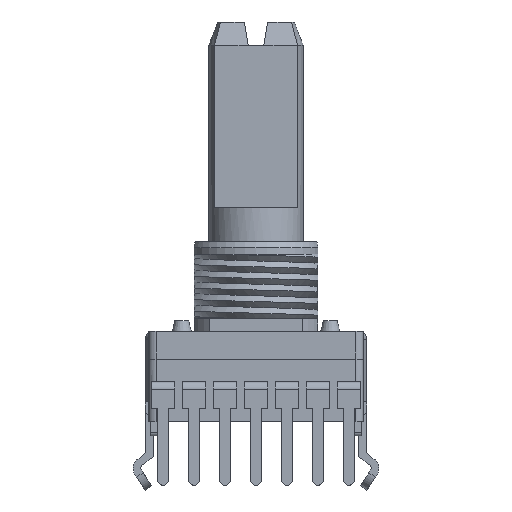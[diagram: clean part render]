
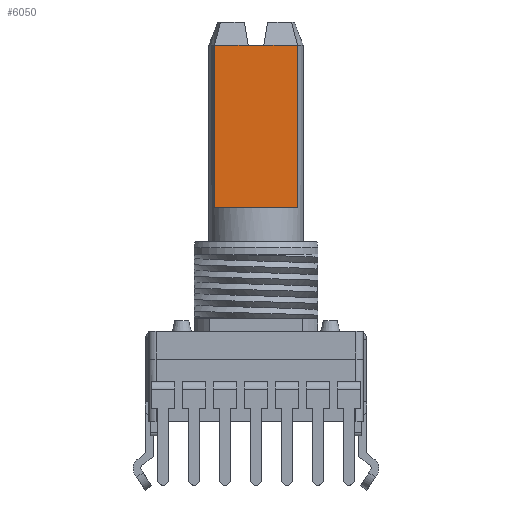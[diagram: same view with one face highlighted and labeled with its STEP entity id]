
A CAD part, front view. The second image highlights one B-rep face of the part: STEP entity #6050.
In plain terms, the highlighted planar face has unit normal (0, -1, 0).
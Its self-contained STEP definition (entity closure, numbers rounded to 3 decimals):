
#209 = VECTOR ( 'NONE', #28044, 1000. ) ;
#1755 = LINE ( 'NONE', #16032, #21854 ) ;
#2248 = CARTESIAN_POINT ( 'NONE',  ( -2.692, -1.445, 7.563 ) ) ;
#3235 = LINE ( 'NONE', #22072, #3629 ) ;
#3629 = VECTOR ( 'NONE', #14872, 1000. ) ;
#3844 = VECTOR ( 'NONE', #24237, 1000. ) ;
#4347 = LINE ( 'NONE', #29665, #27029 ) ;
#4927 = VERTEX_POINT ( 'NONE', #11189 ) ;
#5065 = CARTESIAN_POINT ( 'NONE',  ( -2.692, -1.445, 25.25 ) ) ;
#5229 = VERTEX_POINT ( 'NONE', #13429 ) ;
#6050 = ADVANCED_FACE ( 'NONE', ( #6162 ), #22889, .F. ) ;
#6162 = FACE_OUTER_BOUND ( 'NONE', #23023, .T. ) ;
#7589 = CARTESIAN_POINT ( 'NONE',  ( -2.692, -1.445, 25.25 ) ) ;
#7742 = ORIENTED_EDGE ( 'NONE', *, *, #11417, .F. ) ;
#8069 = CARTESIAN_POINT ( 'NONE',  ( 2.692, -1.445, 14.75 ) ) ;
#8486 = VERTEX_POINT ( 'NONE', #26486 ) ;
#9667 = CARTESIAN_POINT ( 'NONE',  ( 0.5, -1.445, 25.25 ) ) ;
#11189 = CARTESIAN_POINT ( 'NONE',  ( -2.692, -1.445, 14.75 ) ) ;
#11417 = EDGE_CURVE ( 'NONE', #15994, #24270, #24296, .T. ) ;
#11921 = ORIENTED_EDGE ( 'NONE', *, *, #21347, .F. ) ;
#13316 = EDGE_CURVE ( 'NONE', #4927, #5229, #21403, .T. ) ;
#13429 = CARTESIAN_POINT ( 'NONE',  ( -2.692, -1.445, 25.25 ) ) ;
#14606 = EDGE_CURVE ( 'NONE', #29615, #4927, #4347, .T. ) ;
#14872 = DIRECTION ( 'NONE',  ( 0., 0., -1. ) ) ;
#15379 = DIRECTION ( 'NONE',  ( 0., 1., 0. ) ) ;
#15994 = VERTEX_POINT ( 'NONE', #21282 ) ;
#16032 = CARTESIAN_POINT ( 'NONE',  ( -2.692, -1.445, 25.25 ) ) ;
#20208 = EDGE_CURVE ( 'NONE', #8486, #29615, #3235, .T. ) ;
#20706 = ORIENTED_EDGE ( 'NONE', *, *, #14606, .F. ) ;
#20997 = ORIENTED_EDGE ( 'NONE', *, *, #13316, .F. ) ;
#21282 = CARTESIAN_POINT ( 'NONE',  ( -0.5, -1.445, 25.25 ) ) ;
#21347 = EDGE_CURVE ( 'NONE', #24270, #8486, #1755, .T. ) ;
#21392 = ORIENTED_EDGE ( 'NONE', *, *, #28203, .F. ) ;
#21403 = LINE ( 'NONE', #2248, #209 ) ;
#21531 = DIRECTION ( 'NONE',  ( 1., 0., 0. ) ) ;
#21770 = LINE ( 'NONE', #5065, #3844 ) ;
#21854 = VECTOR ( 'NONE', #30149, 1000. ) ;
#22072 = CARTESIAN_POINT ( 'NONE',  ( 2.692, -1.445, 7.563 ) ) ;
#22448 = AXIS2_PLACEMENT_3D ( 'NONE', #22735, #15379, #24736 ) ;
#22735 = CARTESIAN_POINT ( 'NONE',  ( -2.692, -1.445, 14.75 ) ) ;
#22889 = PLANE ( 'NONE',  #22448 ) ;
#23023 = EDGE_LOOP ( 'NONE', ( #20997, #20706, #29491, #11921, #7742, #21392 ) ) ;
#24237 = DIRECTION ( 'NONE',  ( 1., 0., 0. ) ) ;
#24270 = VERTEX_POINT ( 'NONE', #9667 ) ;
#24296 = LINE ( 'NONE', #7589, #26364 ) ;
#24736 = DIRECTION ( 'NONE',  ( -1., 0., 0. ) ) ;
#26364 = VECTOR ( 'NONE', #21531, 1000. ) ;
#26486 = CARTESIAN_POINT ( 'NONE',  ( 2.692, -1.445, 25.25 ) ) ;
#27029 = VECTOR ( 'NONE', #27217, 1000. ) ;
#27217 = DIRECTION ( 'NONE',  ( -1., 0., 0. ) ) ;
#28044 = DIRECTION ( 'NONE',  ( 0., 0., 1. ) ) ;
#28203 = EDGE_CURVE ( 'NONE', #5229, #15994, #21770, .T. ) ;
#29491 = ORIENTED_EDGE ( 'NONE', *, *, #20208, .F. ) ;
#29615 = VERTEX_POINT ( 'NONE', #8069 ) ;
#29665 = CARTESIAN_POINT ( 'NONE',  ( -2.692, -1.445, 14.75 ) ) ;
#30149 = DIRECTION ( 'NONE',  ( 1., 0., 0. ) ) ;
